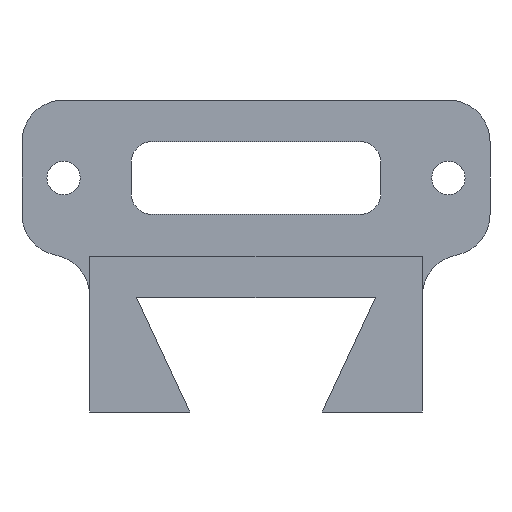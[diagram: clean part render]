
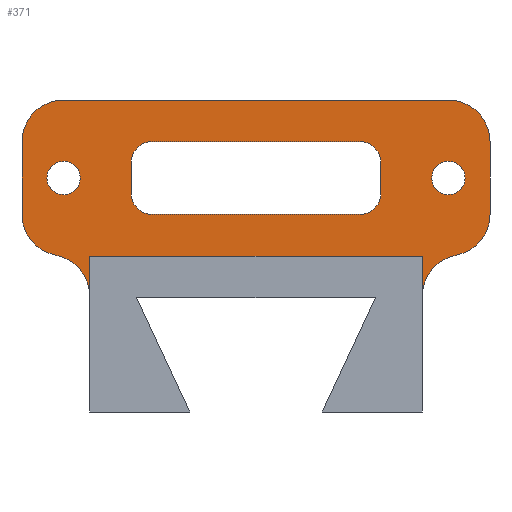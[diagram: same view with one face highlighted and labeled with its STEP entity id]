
A CAD part, left-side view. The second image highlights one B-rep face of the part: STEP entity #371.
In plain terms, the highlighted planar face has unit normal (-1, 0, 0).
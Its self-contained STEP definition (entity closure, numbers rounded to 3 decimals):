
#42=CARTESIAN_POINT('Vertex',(11.,-12.,21.)) ;
#45=CARTESIAN_POINT('Line Origine',(11.,-12.,22.5)) ;
#49=CARTESIAN_POINT('Vertex',(11.,-12.,24.)) ;
#82=CARTESIAN_POINT('Vertex',(11.,-10.,26.)) ;
#90=CARTESIAN_POINT('Axis2P3D Location',(11.,-10.,24.)) ;
#118=CARTESIAN_POINT('Vertex',(11.,-10.,19.)) ;
#121=CARTESIAN_POINT('Axis2P3D Location',(11.,-10.,21.)) ;
#144=CARTESIAN_POINT('Vertex',(11.,10.,26.)) ;
#152=CARTESIAN_POINT('Line Origine',(11.,0.,26.)) ;
#175=CARTESIAN_POINT('Vertex',(11.,12.,24.)) ;
#183=CARTESIAN_POINT('Axis2P3D Location',(11.,10.,24.)) ;
#195=CARTESIAN_POINT('Axis2P3D Location',(11.,0.,0.)) ;
#200=CARTESIAN_POINT('Line Origine',(11.,8.,15.)) ;
#204=CARTESIAN_POINT('Vertex',(11.,0.,15.)) ;
#206=CARTESIAN_POINT('Vertex',(11.,16.,15.)) ;
#209=CARTESIAN_POINT('Line Origine',(11.,-8.,15.)) ;
#213=CARTESIAN_POINT('Vertex',(11.,-16.,15.)) ;
#216=CARTESIAN_POINT('Line Origine',(11.,-16.,13.071)) ;
#220=CARTESIAN_POINT('Vertex',(11.,-16.,11.142)) ;
#223=CARTESIAN_POINT('Axis2P3D Location',(11.,-20.,11.142)) ;
#227=CARTESIAN_POINT('Vertex',(11.,-19.25,15.071)) ;
#230=CARTESIAN_POINT('Axis2P3D Location',(11.,-18.5,19.)) ;
#234=CARTESIAN_POINT('Vertex',(11.,-22.5,19.)) ;
#237=CARTESIAN_POINT('Line Origine',(11.,-22.5,22.5)) ;
#241=CARTESIAN_POINT('Vertex',(11.,-22.5,26.)) ;
#244=CARTESIAN_POINT('Axis2P3D Location',(11.,-18.5,26.)) ;
#248=CARTESIAN_POINT('Vertex',(11.,-18.5,30.)) ;
#251=CARTESIAN_POINT('Line Origine',(11.,0.,30.)) ;
#255=CARTESIAN_POINT('Vertex',(11.,18.5,30.)) ;
#258=CARTESIAN_POINT('Axis2P3D Location',(11.,18.5,26.)) ;
#262=CARTESIAN_POINT('Vertex',(11.,22.5,26.)) ;
#265=CARTESIAN_POINT('Line Origine',(11.,22.5,22.5)) ;
#269=CARTESIAN_POINT('Vertex',(11.,22.5,19.)) ;
#272=CARTESIAN_POINT('Axis2P3D Location',(11.,18.5,19.)) ;
#276=CARTESIAN_POINT('Vertex',(11.,19.25,15.071)) ;
#279=CARTESIAN_POINT('Axis2P3D Location',(11.,20.,11.142)) ;
#283=CARTESIAN_POINT('Vertex',(11.,16.,11.142)) ;
#286=CARTESIAN_POINT('Line Origine',(11.,16.,13.071)) ;
#306=CARTESIAN_POINT('Line Origine',(11.,0.,19.)) ;
#310=CARTESIAN_POINT('Vertex',(11.,10.,19.)) ;
#313=CARTESIAN_POINT('Axis2P3D Location',(11.,10.,21.)) ;
#317=CARTESIAN_POINT('Vertex',(11.,12.,21.)) ;
#320=CARTESIAN_POINT('Line Origine',(11.,12.,22.5)) ;
#335=CARTESIAN_POINT('Axis2P3D Location',(11.,-18.5,22.5)) ;
#339=CARTESIAN_POINT('Vertex',(11.,-20.1,22.5)) ;
#341=CARTESIAN_POINT('Vertex',(11.,-16.9,22.5)) ;
#344=CARTESIAN_POINT('Axis2P3D Location',(11.,-18.5,22.5)) ;
#353=CARTESIAN_POINT('Axis2P3D Location',(11.,18.5,22.5)) ;
#357=CARTESIAN_POINT('Vertex',(11.,16.9,22.5)) ;
#359=CARTESIAN_POINT('Vertex',(11.,20.1,22.5)) ;
#362=CARTESIAN_POINT('Axis2P3D Location',(11.,18.5,22.5)) ;
#47=VECTOR('Line Direction',#46,1.) ;
#154=VECTOR('Line Direction',#153,1.) ;
#202=VECTOR('Line Direction',#201,1.) ;
#211=VECTOR('Line Direction',#210,1.) ;
#218=VECTOR('Line Direction',#217,1.) ;
#239=VECTOR('Line Direction',#238,1.) ;
#253=VECTOR('Line Direction',#252,1.) ;
#267=VECTOR('Line Direction',#266,1.) ;
#288=VECTOR('Line Direction',#287,1.) ;
#308=VECTOR('Line Direction',#307,1.) ;
#322=VECTOR('Line Direction',#321,1.) ;
#46=DIRECTION('Vector Direction',(0.,0.,-1.)) ;
#91=DIRECTION('Axis2P3D Direction',(1.,0.,-0.)) ;
#122=DIRECTION('Axis2P3D Direction',(1.,0.,0.)) ;
#153=DIRECTION('Vector Direction',(0.,-1.,0.)) ;
#184=DIRECTION('Axis2P3D Direction',(1.,0.,0.)) ;
#196=DIRECTION('Axis2P3D Direction',(1.,0.,0.)) ;
#197=DIRECTION('Axis2P3D XDirection',(0.,1.,0.)) ;
#201=DIRECTION('Vector Direction',(0.,-1.,0.)) ;
#210=DIRECTION('Vector Direction',(0.,-1.,0.)) ;
#217=DIRECTION('Vector Direction',(0.,0.,1.)) ;
#224=DIRECTION('Axis2P3D Direction',(1.,0.,0.)) ;
#231=DIRECTION('Axis2P3D Direction',(1.,0.,0.)) ;
#238=DIRECTION('Vector Direction',(0.,0.,-1.)) ;
#245=DIRECTION('Axis2P3D Direction',(1.,0.,0.)) ;
#252=DIRECTION('Vector Direction',(0.,-1.,0.)) ;
#259=DIRECTION('Axis2P3D Direction',(1.,0.,0.)) ;
#266=DIRECTION('Vector Direction',(0.,0.,1.)) ;
#273=DIRECTION('Axis2P3D Direction',(1.,0.,0.)) ;
#280=DIRECTION('Axis2P3D Direction',(1.,0.,0.)) ;
#287=DIRECTION('Vector Direction',(0.,0.,1.)) ;
#307=DIRECTION('Vector Direction',(0.,1.,0.)) ;
#314=DIRECTION('Axis2P3D Direction',(1.,0.,0.)) ;
#321=DIRECTION('Vector Direction',(0.,0.,1.)) ;
#336=DIRECTION('Axis2P3D Direction',(1.,0.,0.)) ;
#345=DIRECTION('Axis2P3D Direction',(1.,0.,0.)) ;
#354=DIRECTION('Axis2P3D Direction',(1.,0.,0.)) ;
#363=DIRECTION('Axis2P3D Direction',(1.,0.,0.)) ;
#92=AXIS2_PLACEMENT_3D('Circle Axis2P3D',#90,#91,$) ;
#123=AXIS2_PLACEMENT_3D('Circle Axis2P3D',#121,#122,$) ;
#185=AXIS2_PLACEMENT_3D('Circle Axis2P3D',#183,#184,$) ;
#198=AXIS2_PLACEMENT_3D('Plane Axis2P3D',#195,#196,#197) ;
#225=AXIS2_PLACEMENT_3D('Circle Axis2P3D',#223,#224,$) ;
#232=AXIS2_PLACEMENT_3D('Circle Axis2P3D',#230,#231,$) ;
#246=AXIS2_PLACEMENT_3D('Circle Axis2P3D',#244,#245,$) ;
#260=AXIS2_PLACEMENT_3D('Circle Axis2P3D',#258,#259,$) ;
#274=AXIS2_PLACEMENT_3D('Circle Axis2P3D',#272,#273,$) ;
#281=AXIS2_PLACEMENT_3D('Circle Axis2P3D',#279,#280,$) ;
#315=AXIS2_PLACEMENT_3D('Circle Axis2P3D',#313,#314,$) ;
#337=AXIS2_PLACEMENT_3D('Circle Axis2P3D',#335,#336,$) ;
#346=AXIS2_PLACEMENT_3D('Circle Axis2P3D',#344,#345,$) ;
#355=AXIS2_PLACEMENT_3D('Circle Axis2P3D',#353,#354,$) ;
#364=AXIS2_PLACEMENT_3D('Circle Axis2P3D',#362,#363,$) ;
#48=LINE('Line',#45,#47) ;
#155=LINE('Line',#152,#154) ;
#203=LINE('Line',#200,#202) ;
#212=LINE('Line',#209,#211) ;
#219=LINE('Line',#216,#218) ;
#240=LINE('Line',#237,#239) ;
#254=LINE('Line',#251,#253) ;
#268=LINE('Line',#265,#267) ;
#289=LINE('Line',#286,#288) ;
#309=LINE('Line',#306,#308) ;
#323=LINE('Line',#320,#322) ;
#93=CIRCLE('generated circle',#92,2.) ;
#124=CIRCLE('generated circle',#123,2.) ;
#186=CIRCLE('generated circle',#185,2.) ;
#226=CIRCLE('generated circle',#225,4.) ;
#233=CIRCLE('generated circle',#232,4.) ;
#247=CIRCLE('generated circle',#246,4.) ;
#261=CIRCLE('generated circle',#260,4.) ;
#275=CIRCLE('generated circle',#274,4.) ;
#282=CIRCLE('generated circle',#281,4.) ;
#316=CIRCLE('generated circle',#315,2.) ;
#338=CIRCLE('generated circle',#337,1.6) ;
#347=CIRCLE('generated circle',#346,1.6) ;
#356=CIRCLE('generated circle',#355,1.6) ;
#365=CIRCLE('generated circle',#364,1.6) ;
#199=PLANE('',#198) ;
#334=FACE_BOUND('',#325,.T.) ;
#352=FACE_BOUND('',#349,.T.) ;
#370=FACE_BOUND('',#367,.T.) ;
#51=EDGE_CURVE('',#43,#50,#48,.F.) ;
#94=EDGE_CURVE('',#83,#50,#93,.T.) ;
#125=EDGE_CURVE('',#43,#119,#124,.T.) ;
#156=EDGE_CURVE('',#83,#145,#155,.F.) ;
#187=EDGE_CURVE('',#176,#145,#186,.T.) ;
#208=EDGE_CURVE('',#205,#207,#203,.F.) ;
#215=EDGE_CURVE('',#214,#205,#212,.F.) ;
#222=EDGE_CURVE('',#221,#214,#219,.T.) ;
#229=EDGE_CURVE('',#221,#228,#226,.T.) ;
#236=EDGE_CURVE('',#235,#228,#233,.T.) ;
#243=EDGE_CURVE('',#242,#235,#240,.T.) ;
#250=EDGE_CURVE('',#249,#242,#247,.T.) ;
#257=EDGE_CURVE('',#256,#249,#254,.T.) ;
#264=EDGE_CURVE('',#263,#256,#261,.T.) ;
#271=EDGE_CURVE('',#270,#263,#268,.T.) ;
#278=EDGE_CURVE('',#277,#270,#275,.T.) ;
#285=EDGE_CURVE('',#277,#284,#282,.T.) ;
#290=EDGE_CURVE('',#207,#284,#289,.F.) ;
#312=EDGE_CURVE('',#311,#119,#309,.F.) ;
#319=EDGE_CURVE('',#311,#318,#316,.T.) ;
#324=EDGE_CURVE('',#176,#318,#323,.F.) ;
#343=EDGE_CURVE('',#340,#342,#338,.F.) ;
#348=EDGE_CURVE('',#342,#340,#347,.F.) ;
#361=EDGE_CURVE('',#358,#360,#356,.T.) ;
#366=EDGE_CURVE('',#360,#358,#365,.T.) ;
#292=ORIENTED_EDGE('',*,*,#208,.F.) ;
#293=ORIENTED_EDGE('',*,*,#215,.F.) ;
#294=ORIENTED_EDGE('',*,*,#222,.F.) ;
#295=ORIENTED_EDGE('',*,*,#229,.T.) ;
#296=ORIENTED_EDGE('',*,*,#236,.F.) ;
#297=ORIENTED_EDGE('',*,*,#243,.F.) ;
#298=ORIENTED_EDGE('',*,*,#250,.F.) ;
#299=ORIENTED_EDGE('',*,*,#257,.F.) ;
#300=ORIENTED_EDGE('',*,*,#264,.F.) ;
#301=ORIENTED_EDGE('',*,*,#271,.F.) ;
#302=ORIENTED_EDGE('',*,*,#278,.F.) ;
#303=ORIENTED_EDGE('',*,*,#285,.T.) ;
#304=ORIENTED_EDGE('',*,*,#290,.F.) ;
#326=ORIENTED_EDGE('',*,*,#156,.F.) ;
#327=ORIENTED_EDGE('',*,*,#94,.T.) ;
#328=ORIENTED_EDGE('',*,*,#51,.F.) ;
#329=ORIENTED_EDGE('',*,*,#125,.T.) ;
#330=ORIENTED_EDGE('',*,*,#312,.F.) ;
#331=ORIENTED_EDGE('',*,*,#319,.T.) ;
#332=ORIENTED_EDGE('',*,*,#324,.F.) ;
#333=ORIENTED_EDGE('',*,*,#187,.T.) ;
#350=ORIENTED_EDGE('',*,*,#343,.F.) ;
#351=ORIENTED_EDGE('',*,*,#348,.F.) ;
#368=ORIENTED_EDGE('',*,*,#361,.T.) ;
#369=ORIENTED_EDGE('',*,*,#366,.T.) ;
#291=EDGE_LOOP('',(#292,#293,#294,#295,#296,#297,#298,#299,#300,#301,#302,#303,#304)) ;
#325=EDGE_LOOP('',(#326,#327,#328,#329,#330,#331,#332,#333)) ;
#349=EDGE_LOOP('',(#350,#351)) ;
#367=EDGE_LOOP('',(#368,#369)) ;
#43=VERTEX_POINT('',#42) ;
#50=VERTEX_POINT('',#49) ;
#83=VERTEX_POINT('',#82) ;
#119=VERTEX_POINT('',#118) ;
#145=VERTEX_POINT('',#144) ;
#176=VERTEX_POINT('',#175) ;
#205=VERTEX_POINT('',#204) ;
#207=VERTEX_POINT('',#206) ;
#214=VERTEX_POINT('',#213) ;
#221=VERTEX_POINT('',#220) ;
#228=VERTEX_POINT('',#227) ;
#235=VERTEX_POINT('',#234) ;
#242=VERTEX_POINT('',#241) ;
#249=VERTEX_POINT('',#248) ;
#256=VERTEX_POINT('',#255) ;
#263=VERTEX_POINT('',#262) ;
#270=VERTEX_POINT('',#269) ;
#277=VERTEX_POINT('',#276) ;
#284=VERTEX_POINT('',#283) ;
#311=VERTEX_POINT('',#310) ;
#318=VERTEX_POINT('',#317) ;
#340=VERTEX_POINT('',#339) ;
#342=VERTEX_POINT('',#341) ;
#358=VERTEX_POINT('',#357) ;
#360=VERTEX_POINT('',#359) ;
#371=ADVANCED_FACE('PartBody',(#305,#334,#352,#370),#199,.F.) ;
#305=FACE_OUTER_BOUND('',#291,.T.) ;
